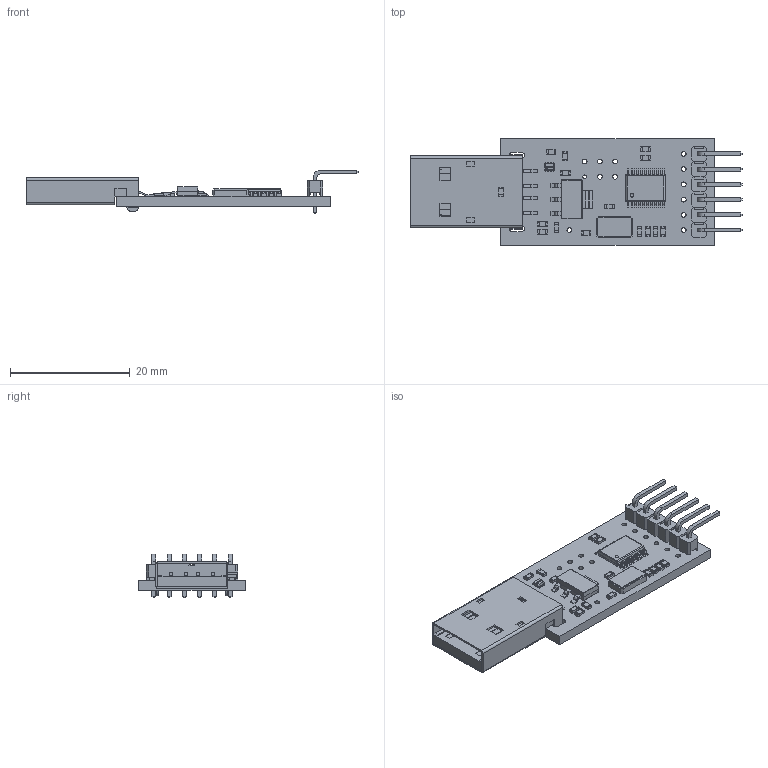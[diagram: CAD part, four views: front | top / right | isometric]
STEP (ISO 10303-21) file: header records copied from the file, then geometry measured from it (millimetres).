
FILE_DESCRIPTION(/* description */ (''),/* implementation_level */ '2;1');
FILE_NAME(/* name */ 'ftdi-USB-Dongle.step',/* time_stamp */ '2023-03-13T20:08:17-07:00',/* author */ (''),/* organization */ (''),/* preprocessor_version */ 'ST-DEVELOPER v19.2',/* originating_system */ 'Autodesk Translation Framework v11.17.0.187',/* authorisation */ '');
FILE_SCHEMA (('AUTOMOTIVE_DESIGN { 1 0 10303 214 3 1 1 }'));
Length unit declared in the file: millimetre
Products named in the file (10): ftdi-USB-Dongle_V2; STM32F070-minidongle; 6Pin v1; 6Pin; Fusion; Fusion001; Fusion002; Fusion003; Fusion004; Fusion005
Assembly tree (9 placements, depth 4):
  ftdi-USB-Dongle_V2
    STM32F070-minidongle
    6Pin v1
      6Pin
        Fusion
        Fusion001
        Fusion002
        Fusion003
        Fusion004
        Fusion005
Bounding box: 55.34 x 17.78 x 7.3 mm (x, y, z)
Volume: 105.9 mm3; surface area: 3812.2 mm2
Topology: 6 solids, 88 shells, 1033 faces, 3767 edges, 2772 vertices
Faces by surface type: plane 849, cylinder 168, sphere 10, bspline 6
Full cylindrical faces by diameter (mm): 0.6 x1, 0.8 x18, 1.1 x2
Entity records: 41275 total; most frequent: CARTESIAN_POINT 8296, DIRECTION 6161, ORIENTED_EDGE 5953, EDGE_CURVE 3761, LINE 3119, VECTOR 3119, VERTEX_POINT 2772, AXIS2_PLACEMENT_3D 1521
